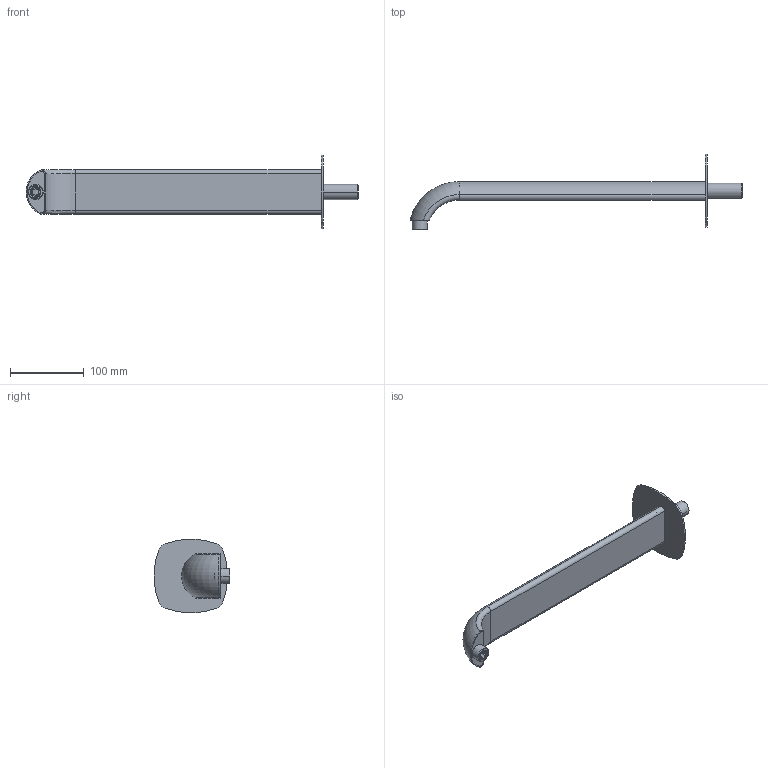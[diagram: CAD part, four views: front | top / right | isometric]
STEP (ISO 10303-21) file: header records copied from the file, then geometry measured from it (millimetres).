
FILE_DESCRIPTION((''),'2;1');
FILE_NAME('BD6054-A2SR0080_ASM','2020-02-18T',('Administrator'),(''),'PRO/ENGINEER BY PARAMETRIC TECHNOLOGY CORPORATION, 2009360','PRO/ENGINEER BY PARAMETRIC TECHNOLOGY CORPORATION, 2009360','');
FILE_SCHEMA(('AUTOMOTIVE_DESIGN_CC2 { 1 2 10303 214 -1 1 5 2 }'));
Length unit declared in the file: millimetre
Products named in the file (9): G1122; N0234; N0145; N0144; GC1095_ASM; N0377; F0062; N0092; BD6054-A2SR0080_ASM
Assembly tree (8 placements, depth 3):
  BD6054-A2SR0080_ASM
    GC1095_ASM
      G1122
      N0234
      N0145
      N0144
    N0377
    F0062
    N0092
Bounding box: 451.01 x 102.75 x 99.49 mm (x, y, z)
Volume: 129440.6 mm3; surface area: 145616.4 mm2
Topology: 7 solids, 7 shells, 168 faces, 394 edges, 248 vertices
Faces by surface type: cylinder 69, plane 58, cone 30, torus 8, extrusion 3
Entity records: 5366 total; most frequent: CARTESIAN_POINT 1104, DIRECTION 915, ORIENTED_EDGE 780, EDGE_CURVE 390, AXIS2_PLACEMENT_3D 372, VERTEX_POINT 248, EDGE_LOOP 198, CIRCLE 186
